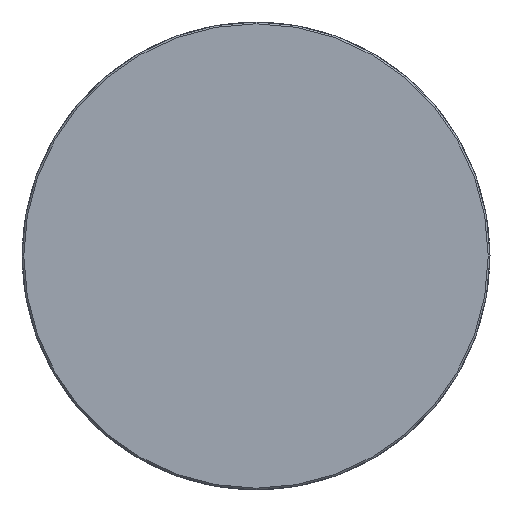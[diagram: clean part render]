
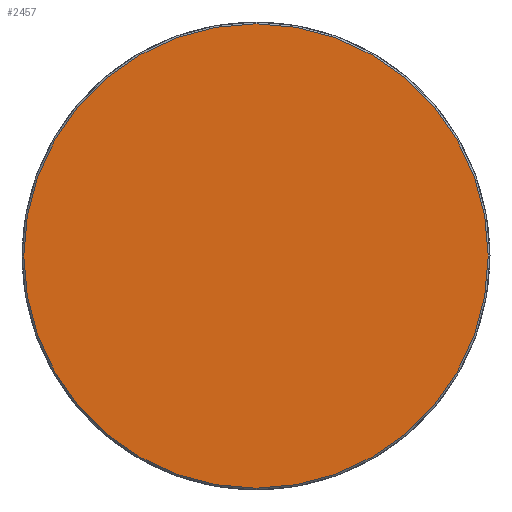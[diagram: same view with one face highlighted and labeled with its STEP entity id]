
A CAD part, left-side view. The second image highlights one B-rep face of the part: STEP entity #2457.
In plain terms, the highlighted planar face has unit normal (-1, 0, 0).
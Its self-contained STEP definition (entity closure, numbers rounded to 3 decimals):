
#133 = VERTEX_POINT ( 'NONE', #661 ) ;
#247 = CIRCLE ( 'NONE', #2024, 129. ) ;
#268 = DIRECTION ( 'NONE',  ( 0., 0., -1. ) ) ;
#290 = DIRECTION ( 'NONE',  ( 1., 0., 0. ) ) ;
#378 = AXIS2_PLACEMENT_3D ( 'NONE', #1080, #290, #1866 ) ;
#485 = CARTESIAN_POINT ( 'NONE',  ( -251.7, 0., 0. ) ) ;
#574 = PLANE ( 'NONE',  #378 ) ;
#661 = CARTESIAN_POINT ( 'NONE',  ( -251.7, 0., -129. ) ) ;
#776 = CARTESIAN_POINT ( 'NONE',  ( -251.7, 0., 129. ) ) ;
#801 = EDGE_LOOP ( 'NONE', ( #1813, #1409 ) ) ;
#1080 = CARTESIAN_POINT ( 'NONE',  ( -251.7, -130.548, 130.548 ) ) ;
#1128 = DIRECTION ( 'NONE',  ( -1., 0., 0. ) ) ;
#1329 = EDGE_CURVE ( 'NONE', #133, #1905, #247, .T. ) ;
#1409 = ORIENTED_EDGE ( 'NONE', *, *, #2100, .T. ) ;
#1813 = ORIENTED_EDGE ( 'NONE', *, *, #1329, .T. ) ;
#1831 = DIRECTION ( 'NONE',  ( -1., 0., 0. ) ) ;
#1866 = DIRECTION ( 'NONE',  ( 0., 0., -1. ) ) ;
#1905 = VERTEX_POINT ( 'NONE', #776 ) ;
#2024 = AXIS2_PLACEMENT_3D ( 'NONE', #485, #1831, #268 ) ;
#2100 = EDGE_CURVE ( 'NONE', #1905, #133, #3298, .T. ) ;
#2445 = CARTESIAN_POINT ( 'NONE',  ( -251.7, 0., 0. ) ) ;
#2457 = ADVANCED_FACE ( 'NONE', ( #3067 ), #574, .F. ) ;
#2498 = AXIS2_PLACEMENT_3D ( 'NONE', #2445, #1128, #3219 ) ;
#3067 = FACE_OUTER_BOUND ( 'NONE', #801, .T. ) ;
#3219 = DIRECTION ( 'NONE',  ( 0., 0., -1. ) ) ;
#3298 = CIRCLE ( 'NONE', #2498, 129. ) ;
